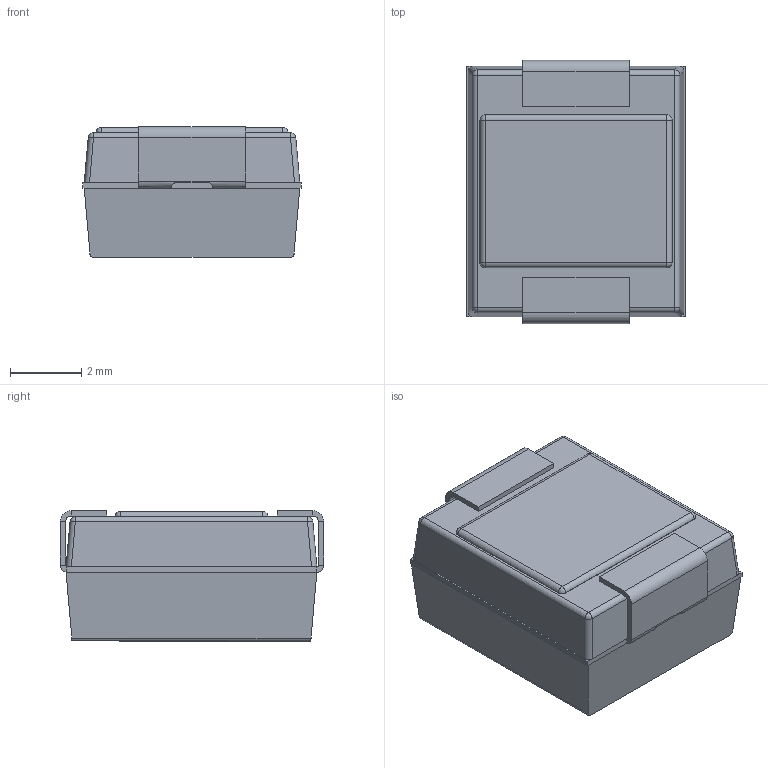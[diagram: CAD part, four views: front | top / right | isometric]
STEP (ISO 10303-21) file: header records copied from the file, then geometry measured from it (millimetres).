
FILE_DESCRIPTION(/* description */ ('KOSTKA'),/* implementation_level */ '2;1');
FILE_NAME(/* name */ 'V__V70.stp',/* time_stamp */ '2016-10-05T10:00:42+02:00',/* author */ ('MATOUSEKR'),/* organization */ ('AVX Czech republic s.r.o.'),/* preprocessor_version */ 'ST-DEVELOPER v16.5',/* originating_system */ 'Autodesk Inventor 2017',/* authorisation */ '');
FILE_SCHEMA (('AUTOMOTIVE_DESIGN { 1 0 10303 214 3 1 1 }'));
Length unit declared in the file: millimetre
Products named in the file (1): V__V70
Bounding box: 6.15 x 7.4 x 3.67 mm (x, y, z)
Volume: 148.5 mm3; surface area: 201.7 mm2
Topology: 1 solids, 1 shells, 99 faces, 250 edges, 142 vertices
Faces by surface type: plane 57, cylinder 30, sphere 8, bspline 4
Entity records: 3554 total; most frequent: CARTESIAN_POINT 1088, ORIENTED_EDGE 484, DIRECTION 480, EDGE_CURVE 242, LINE 168, VECTOR 168, AXIS2_PLACEMENT_3D 156, VERTEX_POINT 142
